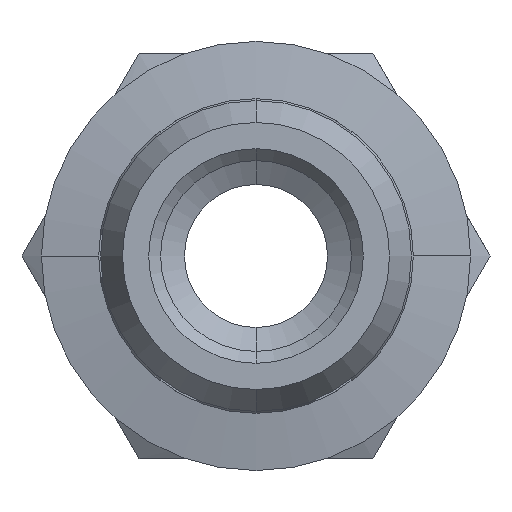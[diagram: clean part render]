
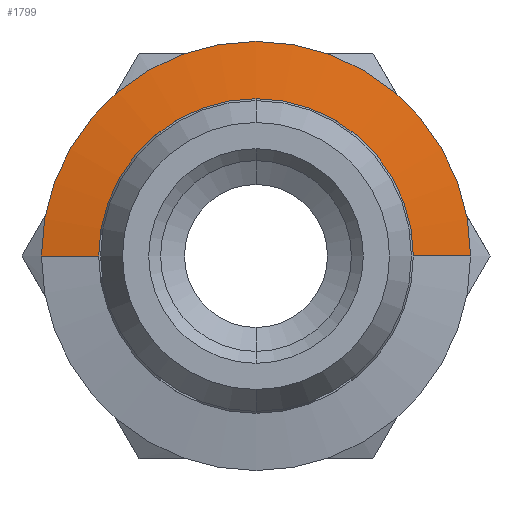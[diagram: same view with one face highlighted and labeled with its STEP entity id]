
A CAD part, front view. The second image highlights one B-rep face of the part: STEP entity #1799.
In plain terms, the highlighted conical face has half-angle 80.538 degrees and reference radius 6.6 mm.
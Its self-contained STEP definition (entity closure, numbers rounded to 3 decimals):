
#18 = EDGE_LOOP ( 'NONE', ( #1000, #1001, #1002, #1003 ) ) ;
#410 = CARTESIAN_POINT ( 'NONE',  ( 0., 6.6, 0. ) ) ;
#411 = DIRECTION ( 'NONE',  ( 0., -1., 0. ) ) ;
#413 = DIRECTION ( 'NONE',  ( 1., 0., 0. ) ) ;
#527 = DIRECTION ( 'NONE',  ( 0.986, 0.164, 0. ) ) ;
#531 = CARTESIAN_POINT ( 'NONE',  ( 6.6, 6.2, 0. ) ) ;
#532 = CARTESIAN_POINT ( 'NONE',  ( 0., 6.2, 0. ) ) ;
#533 = DIRECTION ( 'NONE',  ( 0., -1., 0. ) ) ;
#535 = DIRECTION ( 'NONE',  ( 1., 0., 0. ) ) ;
#537 = CARTESIAN_POINT ( 'NONE',  ( -6.6, 6.2, 0. ) ) ;
#541 = DIRECTION ( 'NONE',  ( -0.986, 0.164, 0. ) ) ;
#698 = AXIS2_PLACEMENT_3D ( 'NONE', #2360, #2361, #2369 ) ;
#880 = CIRCLE ( 'NONE', #2273, 6.6 ) ;
#881 = LINE ( 'NONE', #537, #885 ) ;
#882 = LINE ( 'NONE', #531, #883 ) ;
#883 = VECTOR ( 'NONE', #527, 1000. ) ;
#885 = VECTOR ( 'NONE', #541, 1000. ) ;
#1000 = ORIENTED_EDGE ( 'NONE', *, *, #3244, .F. ) ;
#1001 = ORIENTED_EDGE ( 'NONE', *, *, #3245, .T. ) ;
#1002 = ORIENTED_EDGE ( 'NONE', *, *, #3223, .T. ) ;
#1003 = ORIENTED_EDGE ( 'NONE', *, *, #3246, .F. ) ;
#1142 = VERTEX_POINT ( 'NONE', #2434 ) ;
#1144 = VERTEX_POINT ( 'NONE', #2436 ) ;
#1145 = VERTEX_POINT ( 'NONE', #2437 ) ;
#1148 = VERTEX_POINT ( 'NONE', #2440 ) ;
#1799 = ADVANCED_FACE ( 'NONE', ( #3404 ), #3412, .T. ) ;
#1968 = CIRCLE ( 'NONE', #2259, 9. ) ;
#2259 = AXIS2_PLACEMENT_3D ( 'NONE', #410, #411, #413 ) ;
#2273 = AXIS2_PLACEMENT_3D ( 'NONE', #532, #533, #535 ) ;
#2360 = CARTESIAN_POINT ( 'NONE',  ( 0., 6.2, 0. ) ) ;
#2361 = DIRECTION ( 'NONE',  ( 0., 1., 0. ) ) ;
#2369 = DIRECTION ( 'NONE',  ( -1., 0., 0. ) ) ;
#2434 = CARTESIAN_POINT ( 'NONE',  ( -6.6, 6.2, 0. ) ) ;
#2436 = CARTESIAN_POINT ( 'NONE',  ( 6.6, 6.2, 0. ) ) ;
#2437 = CARTESIAN_POINT ( 'NONE',  ( -9., 6.6, 0. ) ) ;
#2440 = CARTESIAN_POINT ( 'NONE',  ( 9., 6.6, 0. ) ) ;
#3223 = EDGE_CURVE ( 'NONE', #1148, #1145, #1968, .T. ) ;
#3244 = EDGE_CURVE ( 'NONE', #1144, #1142, #880, .T. ) ;
#3245 = EDGE_CURVE ( 'NONE', #1144, #1148, #882, .T. ) ;
#3246 = EDGE_CURVE ( 'NONE', #1142, #1145, #881, .T. ) ;
#3404 = FACE_OUTER_BOUND ( 'NONE', #18, .T. ) ;
#3412 = CONICAL_SURFACE ( 'NONE', #698, 6.6, 1.406 ) ;
